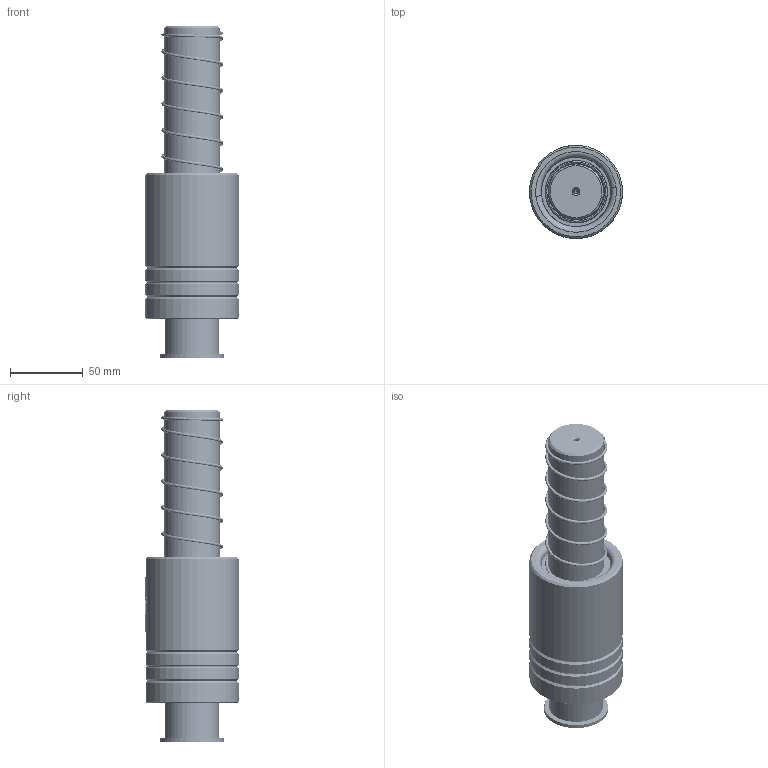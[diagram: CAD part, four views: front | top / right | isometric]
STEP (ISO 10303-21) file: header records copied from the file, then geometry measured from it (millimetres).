
FILE_DESCRIPTION (( 'STEP AP214' ), '1' );
FILE_NAME ('LKSH LKJH-D38-L200(BL-100).STEP', '2021-08-10T06:02:50', ( '' ), ( '' ), 'SwSTEP 2.0', 'SolidWorks 2016', '' );
FILE_SCHEMA (( 'AUTOMOTIVE_DESIGN' ));
Length unit declared in the file: millimetre
Products named in the file (323): BALL-D5; DSPK-D38-L200; HWP-D42.5-d38.5-L110; BSH-47.5-38.5-L90; GTK-D44-d37; TBB-D64-d48-L100; LKSH LKJH-D38-L200(BL-100); BSH-D47.5-38.5-L90郪蚾
Assembly tree (317 placements, depth 3):
  BALL-D5
  BALL-D5
  BALL-D5
  BALL-D5
  BALL-D5
Bounding box: 63.87 x 63.94 x 228 mm (x, y, z)
Volume: 444559.6 mm3; surface area: 147511.3 mm2
Topology: 313 solids, 313 shells, 1365 faces, 5923 edges, 3932 vertices
Faces by surface type: sphere 1232, cone 46, cylinder 36, plane 21, torus 16, bspline 14
Entity records: 65004 total; most frequent: CARTESIAN_POINT 39732, ORIENTED_EDGE 4436, DIRECTION 3766, EDGE_CURVE 2218, AXIS2_PLACEMENT_3D 1822, VERTEX_POINT 1456, EDGE_LOOP 1350, B_SPLINE_CURVE_WITH_KNOTS 1337
